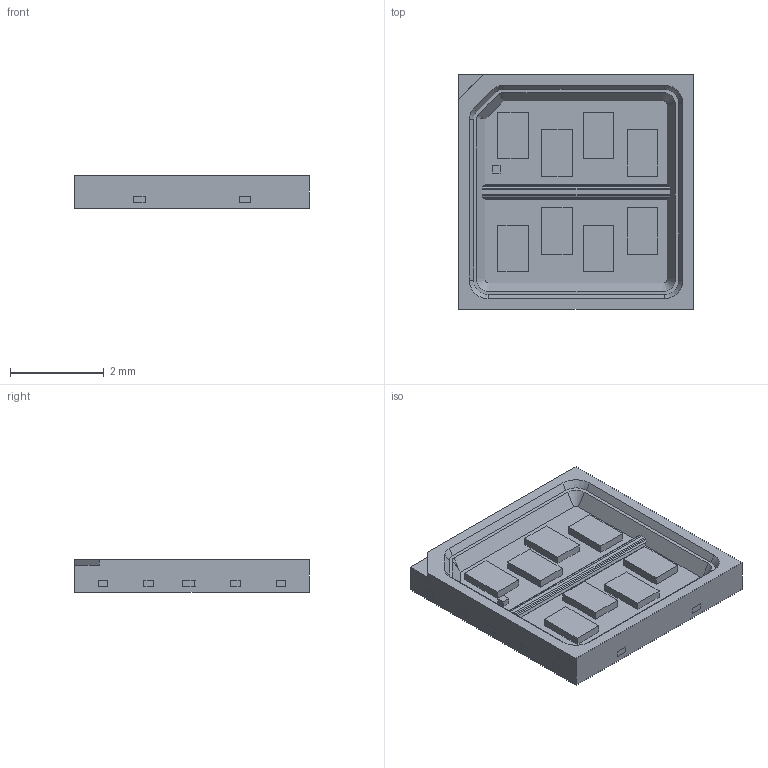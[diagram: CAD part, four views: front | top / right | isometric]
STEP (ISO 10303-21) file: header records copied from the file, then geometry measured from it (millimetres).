
FILE_DESCRIPTION(/* description */ (''),/* implementation_level */ '2;1');
FILE_NAME(/* name */ '508.stp',/* time_stamp */ '2021-08-04T14:51:38+09:00',/* author */ (''),/* organization */ (''),/* preprocessor_version */ 'ST-DEVELOPER v15',/* originating_system */ 'SIEMENS PLM Software NX 8.5',/* authorisation */ '');
FILE_SCHEMA (('CONFIG_CONTROL_DESIGN'));
Length unit declared in the file: millimetre
Products named in the file (5): DT_LIGHT11718786; DT_OPTIONS11717787; A$C27796F67788; DT_MATERIAL11715789; model116
Assembly tree (13 placements, depth 2):
  model116
    DT_MATERIAL11715789  x2
    A$C27796F67788  x8
    DT_OPTIONS11717787
    DT_LIGHT11718786  x2
Bounding box: 5 x 5 x 0.7 mm (x, y, z)
Volume: 10.6 mm3; surface area: 115.8 mm2
Topology: 12 solids, 12 shells, 330 faces, 944 edges, 628 vertices
Faces by surface type: plane 248, cylinder 72, cone 10
Entity records: 11555 total; most frequent: CARTESIAN_POINT 1914, ORIENTED_EDGE 1884, DIRECTION 1792, EDGE_CURVE 942, LINE 780, VECTOR 780, VERTEX_POINT 628, AXIS2_PLACEMENT_3D 506
